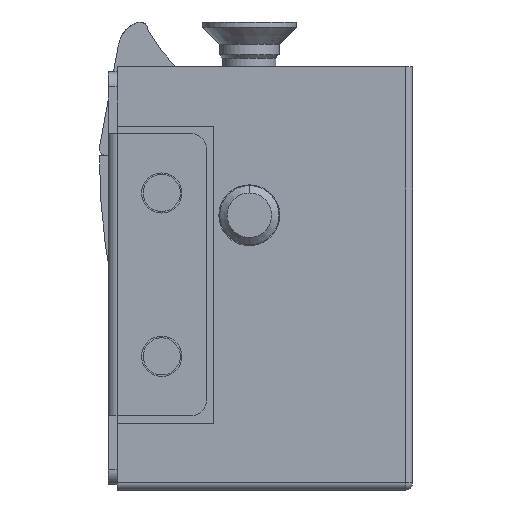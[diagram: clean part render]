
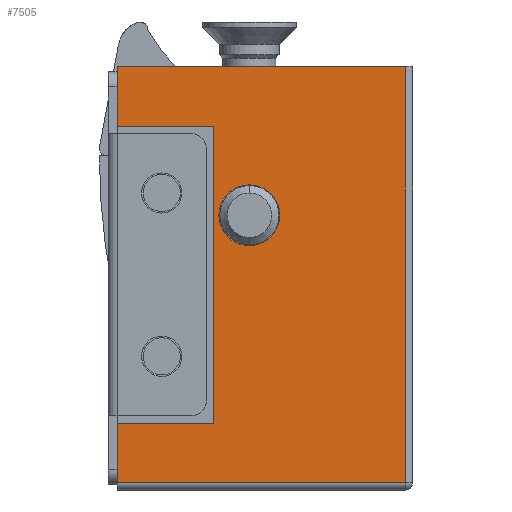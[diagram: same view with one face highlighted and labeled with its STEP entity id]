
A CAD part, front view. The second image highlights one B-rep face of the part: STEP entity #7505.
In plain terms, the highlighted planar face has unit normal (0, -1, 0).
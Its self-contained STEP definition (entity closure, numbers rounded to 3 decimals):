
#124 = EDGE_CURVE ( 'NONE', #6812, #7587, #10395, .T. ) ;
#579 = DIRECTION ( 'NONE',  ( 0., 0., -1. ) ) ;
#798 = FACE_BOUND ( 'NONE', #955, .T. ) ;
#955 = EDGE_LOOP ( 'NONE', ( #5896, #3232 ) ) ;
#1136 = VERTEX_POINT ( 'NONE', #6848 ) ;
#1568 = DIRECTION ( 'NONE',  ( 0., 0., 1. ) ) ;
#1691 = CARTESIAN_POINT ( 'NONE',  ( 0., 0., 28.5 ) ) ;
#1827 = ORIENTED_EDGE ( 'NONE', *, *, #10707, .T. ) ;
#1832 = VERTEX_POINT ( 'NONE', #10709 ) ;
#1842 = DIRECTION ( 'NONE',  ( 1., 0., 0. ) ) ;
#1928 = VECTOR ( 'NONE', #5722, 1000. ) ;
#1995 = ORIENTED_EDGE ( 'NONE', *, *, #5789, .T. ) ;
#2006 = VECTOR ( 'NONE', #5828, 1000. ) ;
#2139 = AXIS2_PLACEMENT_3D ( 'NONE', #1691, #9774, #3389 ) ;
#2144 = CARTESIAN_POINT ( 'NONE',  ( 19.4, 0., 28.5 ) ) ;
#2161 = DIRECTION ( 'NONE',  ( -1., 0., 0. ) ) ;
#2317 = VECTOR ( 'NONE', #579, 1000. ) ;
#2535 = FACE_OUTER_BOUND ( 'NONE', #6314, .T. ) ;
#3124 = CIRCLE ( 'NONE', #10631, 2.05 ) ;
#3228 = ORIENTED_EDGE ( 'NONE', *, *, #10385, .T. ) ;
#3232 = ORIENTED_EDGE ( 'NONE', *, *, #8190, .F. ) ;
#3274 = CARTESIAN_POINT ( 'NONE',  ( 6.5, 0., 4.5 ) ) ;
#3342 = ORIENTED_EDGE ( 'NONE', *, *, #124, .T. ) ;
#3389 = DIRECTION ( 'NONE',  ( 0., 0., 1. ) ) ;
#3404 = CARTESIAN_POINT ( 'NONE',  ( 8.9, 0., 18.5 ) ) ;
#3480 = VECTOR ( 'NONE', #1842, 1000. ) ;
#3712 = LINE ( 'NONE', #6478, #3480 ) ;
#3748 = VERTEX_POINT ( 'NONE', #3274 ) ;
#3878 = ORIENTED_EDGE ( 'NONE', *, *, #6335, .F. ) ;
#3975 = CARTESIAN_POINT ( 'NONE',  ( 0., 0., 0.5 ) ) ;
#4147 = CARTESIAN_POINT ( 'NONE',  ( 19.9, 0., 0.5 ) ) ;
#4214 = CIRCLE ( 'NONE', #10922, 2.05 ) ;
#4295 = VERTEX_POINT ( 'NONE', #9764 ) ;
#4725 = VERTEX_POINT ( 'NONE', #3975 ) ;
#5103 = DIRECTION ( 'NONE',  ( 1., 0., 0. ) ) ;
#5212 = CARTESIAN_POINT ( 'NONE',  ( 0., 0., 28.5 ) ) ;
#5461 = DIRECTION ( 'NONE',  ( 0., -1., 0. ) ) ;
#5509 = EDGE_CURVE ( 'NONE', #11830, #7587, #5784, .T. ) ;
#5722 = DIRECTION ( 'NONE',  ( 1., 0., 0. ) ) ;
#5781 = CARTESIAN_POINT ( 'NONE',  ( 0., 0., 24.5 ) ) ;
#5784 = LINE ( 'NONE', #11432, #1928 ) ;
#5789 = EDGE_CURVE ( 'NONE', #11830, #1136, #10741, .T. ) ;
#5828 = DIRECTION ( 'NONE',  ( 0., 0., 1. ) ) ;
#5896 = ORIENTED_EDGE ( 'NONE', *, *, #10191, .F. ) ;
#6063 = PLANE ( 'NONE',  #2139 ) ;
#6299 = DIRECTION ( 'NONE',  ( 0., 0., 1. ) ) ;
#6314 = EDGE_LOOP ( 'NONE', ( #1827, #3228, #3342, #11555, #1995, #11473, #3878, #10251 ) ) ;
#6335 = EDGE_CURVE ( 'NONE', #3748, #10993, #6452, .T. ) ;
#6388 = VECTOR ( 'NONE', #1568, 1000. ) ;
#6452 = LINE ( 'NONE', #7267, #6388 ) ;
#6478 = CARTESIAN_POINT ( 'NONE',  ( 0., 0., 4.5 ) ) ;
#6724 = VECTOR ( 'NONE', #10320, 1000. ) ;
#6812 = VERTEX_POINT ( 'NONE', #11063 ) ;
#6848 = CARTESIAN_POINT ( 'NONE',  ( 0., 0., 24.5 ) ) ;
#6953 = LINE ( 'NONE', #4147, #10188 ) ;
#7148 = EDGE_CURVE ( 'NONE', #4295, #3748, #3712, .T. ) ;
#7267 = CARTESIAN_POINT ( 'NONE',  ( 6.5, 0., 24.5 ) ) ;
#7505 = ADVANCED_FACE ( 'NONE', ( #798, #2535 ), #6063, .F. ) ;
#7587 = VERTEX_POINT ( 'NONE', #8436 ) ;
#8152 = CARTESIAN_POINT ( 'NONE',  ( 0., 0., 28.5 ) ) ;
#8190 = EDGE_CURVE ( 'NONE', #10332, #1832, #3124, .T. ) ;
#8233 = CARTESIAN_POINT ( 'NONE',  ( 6.5, 0., 24.5 ) ) ;
#8373 = LINE ( 'NONE', #5781, #9784 ) ;
#8436 = CARTESIAN_POINT ( 'NONE',  ( 19.4, 0., 28.5 ) ) ;
#8446 = CARTESIAN_POINT ( 'NONE',  ( 0., 0., 28.5 ) ) ;
#8671 = CARTESIAN_POINT ( 'NONE',  ( 8.9, 0., 18.5 ) ) ;
#9621 = CARTESIAN_POINT ( 'NONE',  ( 8.9, 0., 16.45 ) ) ;
#9708 = DIRECTION ( 'NONE',  ( 0., -1., 0. ) ) ;
#9753 = DIRECTION ( 'NONE',  ( 0., 0., 1. ) ) ;
#9764 = CARTESIAN_POINT ( 'NONE',  ( 0., 0., 4.5 ) ) ;
#9774 = DIRECTION ( 'NONE',  ( 0., 1., 0. ) ) ;
#9784 = VECTOR ( 'NONE', #2161, 1000. ) ;
#10108 = EDGE_CURVE ( 'NONE', #10993, #1136, #8373, .T. ) ;
#10188 = VECTOR ( 'NONE', #5103, 1000. ) ;
#10191 = EDGE_CURVE ( 'NONE', #1832, #10332, #4214, .T. ) ;
#10251 = ORIENTED_EDGE ( 'NONE', *, *, #7148, .F. ) ;
#10266 = LINE ( 'NONE', #8446, #6724 ) ;
#10320 = DIRECTION ( 'NONE',  ( 0., 0., -1. ) ) ;
#10332 = VERTEX_POINT ( 'NONE', #9621 ) ;
#10385 = EDGE_CURVE ( 'NONE', #4725, #6812, #6953, .T. ) ;
#10395 = LINE ( 'NONE', #2144, #2006 ) ;
#10631 = AXIS2_PLACEMENT_3D ( 'NONE', #3404, #5461, #6299 ) ;
#10707 = EDGE_CURVE ( 'NONE', #4295, #4725, #10266, .T. ) ;
#10709 = CARTESIAN_POINT ( 'NONE',  ( 8.9, 0., 20.55 ) ) ;
#10741 = LINE ( 'NONE', #5212, #2317 ) ;
#10922 = AXIS2_PLACEMENT_3D ( 'NONE', #8671, #9708, #9753 ) ;
#10993 = VERTEX_POINT ( 'NONE', #8233 ) ;
#11063 = CARTESIAN_POINT ( 'NONE',  ( 19.4, 0., 0.5 ) ) ;
#11432 = CARTESIAN_POINT ( 'NONE',  ( 0., 0., 28.5 ) ) ;
#11473 = ORIENTED_EDGE ( 'NONE', *, *, #10108, .F. ) ;
#11555 = ORIENTED_EDGE ( 'NONE', *, *, #5509, .F. ) ;
#11830 = VERTEX_POINT ( 'NONE', #8152 ) ;
